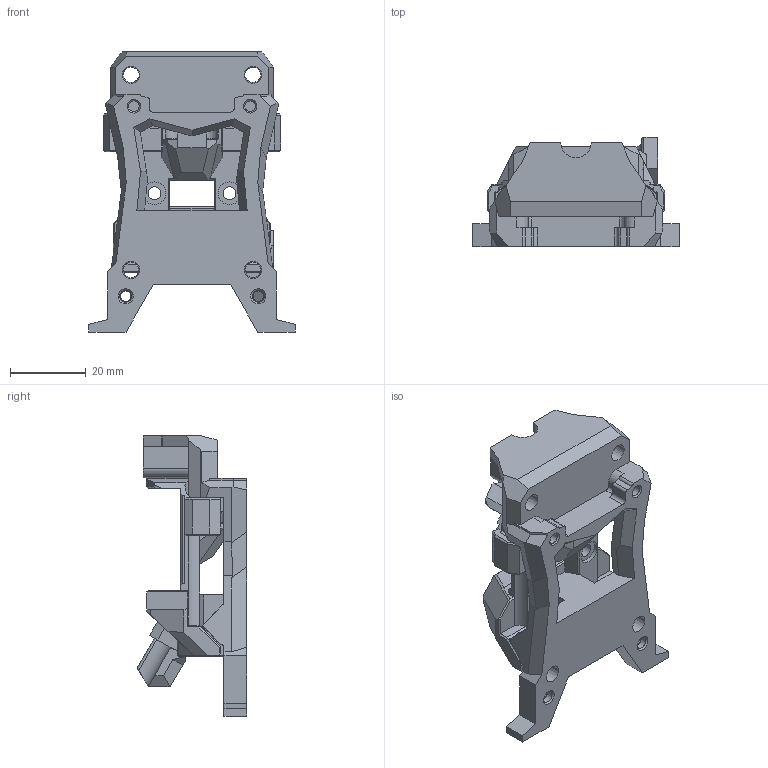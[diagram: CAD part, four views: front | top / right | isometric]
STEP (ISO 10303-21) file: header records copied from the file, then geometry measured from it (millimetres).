
FILE_DESCRIPTION(/* description */ (''),/* implementation_level */ '2;1');
FILE_NAME(/* name */ 'StealthChanger_Tripod_v24.step',/* time_stamp */ '2023-12-12T07:11:11-07:00',/* author */ (''),/* organization */ (''),/* preprocessor_version */ 'ST-DEVELOPER v20',/* originating_system */ 'Autodesk Translation Framework v12.14.0.127',/* authorisation */ '');
FILE_SCHEMA (('AUTOMOTIVE_DESIGN { 1 0 10303 214 3 1 1 }'));
Length unit declared in the file: millimetre
Products named in the file (1): StealthChanger_Tripod
Bounding box: 54.7 x 28.91 x 74.12 mm (x, y, z)
Volume: 28826.8 mm3; surface area: 20269.5 mm2
Topology: 6 solids, 6 shells, 866 faces, 2380 edges, 1546 vertices
Faces by surface type: plane 669, cylinder 162, cone 35
Full cylindrical faces by diameter (mm): 2.8 x8, 3.2 x4, 3.4 x4, 4.7 x2, 5.1 x3, 6 x4
Entity records: 27412 total; most frequent: CARTESIAN_POINT 4908, ORIENTED_EDGE 4760, DIRECTION 4560, EDGE_CURVE 2380, LINE 1890, VECTOR 1890, VERTEX_POINT 1546, AXIS2_PLACEMENT_3D 1335
